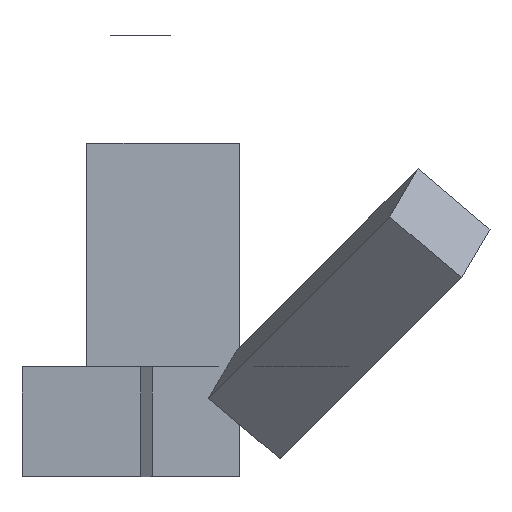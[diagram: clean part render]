
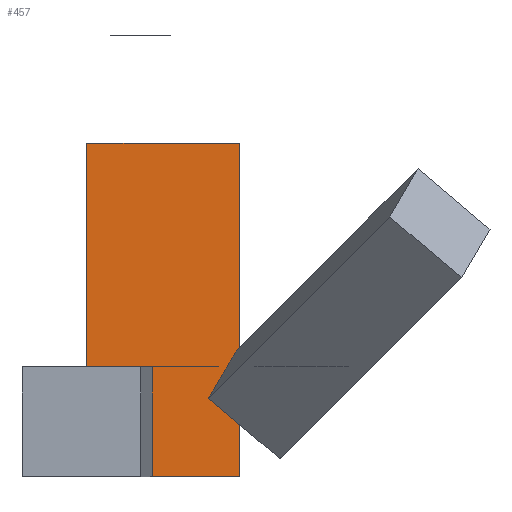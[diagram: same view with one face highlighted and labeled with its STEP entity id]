
A CAD part, left-side view. The second image highlights one B-rep face of the part: STEP entity #457.
In plain terms, the highlighted planar face has unit normal (-1, 0, 0).
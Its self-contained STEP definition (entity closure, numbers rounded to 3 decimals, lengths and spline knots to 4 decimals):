
#180=VECTOR('',#637,1.);
#181=VECTOR('',#638,1.);
#182=VECTOR('',#639,1.);
#183=VECTOR('',#640,1.);
#217=LINE('',#541,#180);
#218=LINE('',#543,#181);
#219=LINE('',#545,#182);
#220=LINE('',#546,#183);
#246=VERTEX_POINT('',#539);
#247=VERTEX_POINT('',#540);
#248=VERTEX_POINT('',#542);
#249=VERTEX_POINT('',#544);
#282=EDGE_CURVE('',#246,#247,#217,.T.);
#283=EDGE_CURVE('',#248,#247,#218,.T.);
#284=EDGE_CURVE('',#249,#248,#219,.T.);
#285=EDGE_CURVE('',#249,#246,#220,.T.);
#345=ORIENTED_EDGE('',*,*,#282,.T.);
#346=ORIENTED_EDGE('',*,*,#283,.F.);
#347=ORIENTED_EDGE('',*,*,#284,.F.);
#348=ORIENTED_EDGE('',*,*,#285,.T.);
#387=EDGE_LOOP('',(#345,#346,#347,#348));
#411=FACE_BOUND('',#387,.T.);
#436=PLANE('',#695);
#457=ADVANCED_FACE('',(#411),#436,.F.);
#538=CARTESIAN_POINT('',(1.585,0.,-1.0526));
#539=CARTESIAN_POINT('',(1.585,0.,2.1424));
#540=CARTESIAN_POINT('',(1.585,1.4659,2.1424));
#541=CARTESIAN_POINT('',(1.585,0.,2.1424));
#542=CARTESIAN_POINT('',(1.585,1.4659,-1.0526));
#543=CARTESIAN_POINT('',(1.585,1.4659,-1.0526));
#544=CARTESIAN_POINT('',(1.585,0.,-1.0526));
#545=CARTESIAN_POINT('',(1.585,0.,-1.0526));
#546=CARTESIAN_POINT('',(1.585,0.,-1.0526));
#635=DIRECTION('',(1.,0.,0.));
#636=DIRECTION('',(0.,0.,-1.));
#637=DIRECTION('',(0.,1.,0.));
#638=DIRECTION('',(0.,0.,1.));
#639=DIRECTION('',(0.,1.,0.));
#640=DIRECTION('',(0.,0.,1.));
#695=AXIS2_PLACEMENT_3D('',#538,#635,#636);
